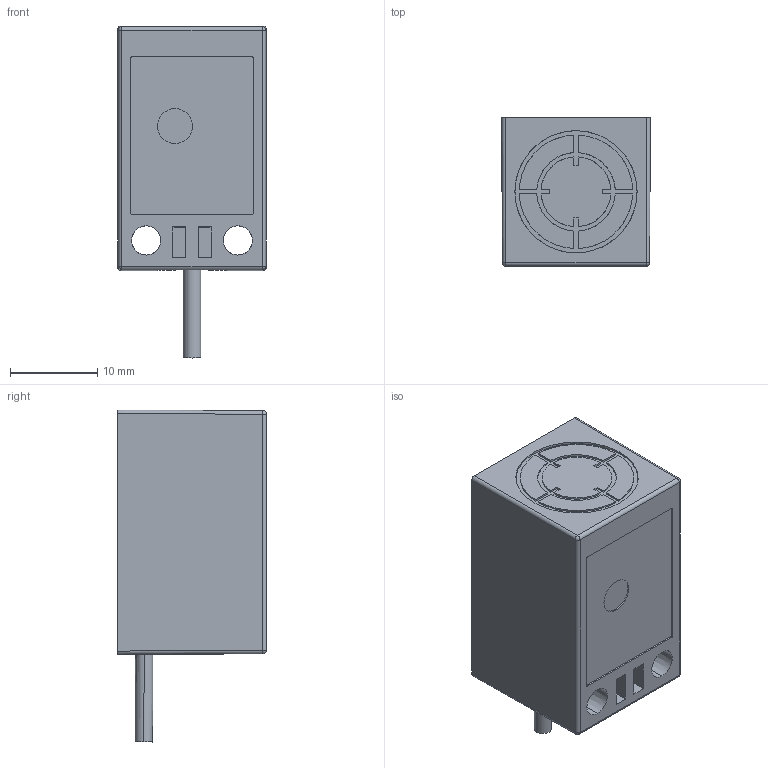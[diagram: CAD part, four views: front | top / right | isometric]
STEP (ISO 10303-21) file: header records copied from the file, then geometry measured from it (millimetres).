
FILE_DESCRIPTION((''),'2;1');
FILE_NAME('CAD-1671A','2023-10-26T09:39:19',('creinig-se'),(''),'CREO PARAMETRIC BY PTC INC, 2022284','CREO PARAMETRIC BY PTC INC, 2022284','');
FILE_SCHEMA(('CONFIG_CONTROL_DESIGN','SHAPE_APPEARANCE_LAYERS_GROUPS'));
Length unit declared in the file: millimetre
Products named in the file (1): CAD-1671A
Bounding box: 17.05 x 17.05 x 38.05 mm (x, y, z)
Volume: 7518.2 mm3; surface area: 3103.4 mm2
Topology: 1 solids, 1 shells, 113 faces, 296 edges, 188 vertices
Faces by surface type: plane 66, cylinder 20, cone 20, sphere 4, extrusion 3
Entity records: 4677 total; most frequent: CARTESIAN_POINT 983, ORIENTED_EDGE 584, DIRECTION 494, PRESENTATION_STYLE_ASSIGNMENT 298, STYLED_ITEM 294, CURVE_STYLE 292, EDGE_CURVE 292, VERTEX_POINT 188
